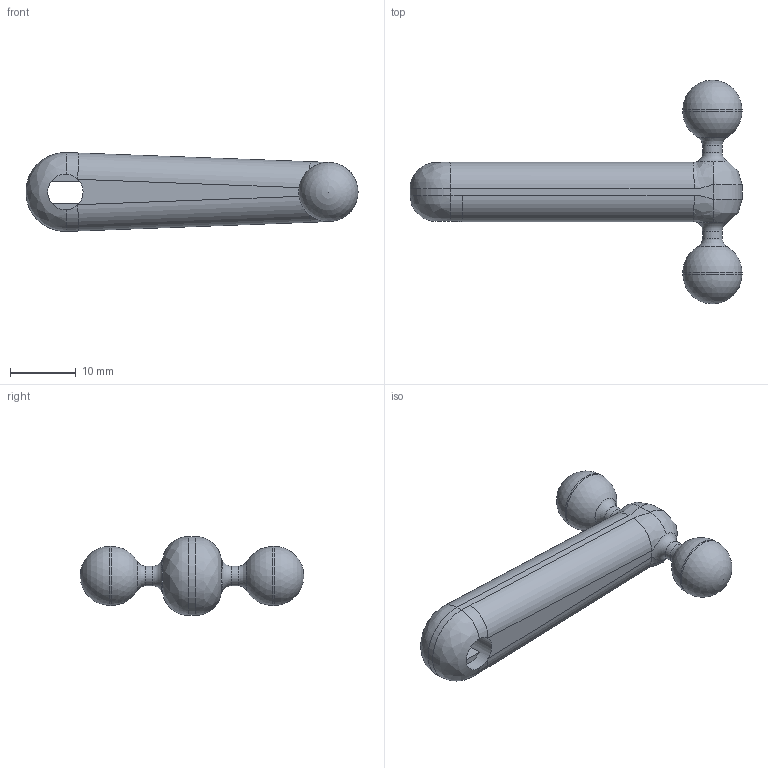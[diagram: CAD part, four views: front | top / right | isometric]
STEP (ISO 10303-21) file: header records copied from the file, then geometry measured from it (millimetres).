
FILE_DESCRIPTION(/* description */ (''),/* implementation_level */ '2;1');
FILE_NAME(/* name */ 'delta_stepper_arm v7.step',/* time_stamp */ '2024-02-25T14:26:25-08:00',/* author */ (''),/* organization */ (''),/* preprocessor_version */ 'ST-DEVELOPER v20',/* originating_system */ 'Autodesk Translation Framework v12.14.0.127',/* authorisation */ '');
FILE_SCHEMA (('AUTOMOTIVE_DESIGN { 1 0 10303 214 3 1 1 }'));
Length unit declared in the file: millimetre
Products named in the file (1): delta_stepper_arm
Bounding box: 50.48 x 34 x 11.99 mm (x, y, z)
Volume: 4572.5 mm3; surface area: 2308.4 mm2
Topology: 1 solids, 1 shells, 37 faces, 101 edges, 62 vertices
Faces by surface type: cylinder 13, bspline 8, plane 8, torus 4, sphere 4
Full cylindrical faces by diameter (mm): 3 x2, 5.4 x1, 9 x2
Entity records: 1675 total; most frequent: CARTESIAN_POINT 718, DIRECTION 203, ORIENTED_EDGE 198, EDGE_CURVE 99, AXIS2_PLACEMENT_3D 88, VERTEX_POINT 62, CIRCLE 58, FACE_OUTER_BOUND 37
